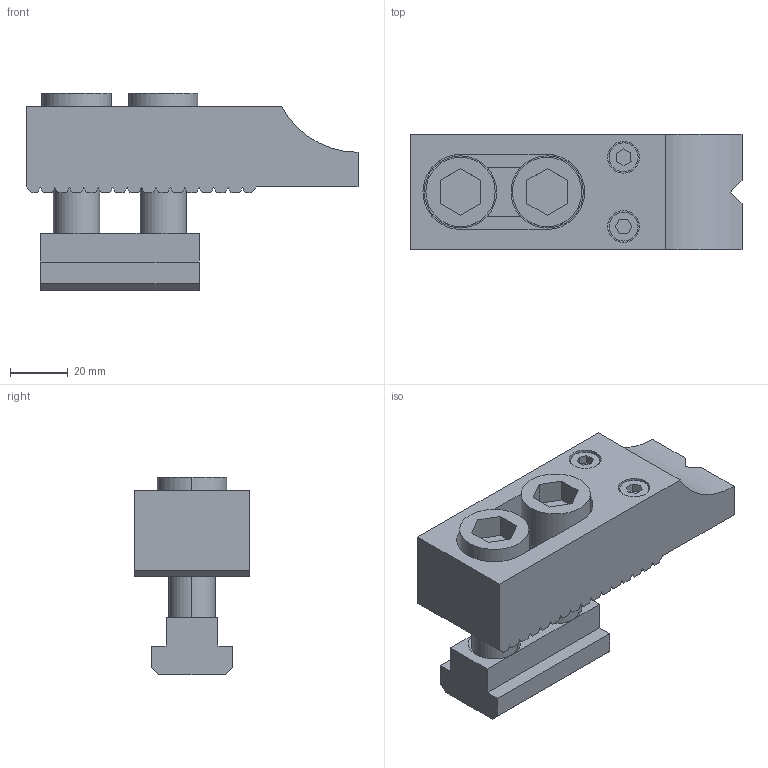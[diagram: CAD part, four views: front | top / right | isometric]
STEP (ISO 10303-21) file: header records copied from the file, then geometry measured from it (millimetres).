
FILE_DESCRIPTION (( 'STEP AP203' ), '1' );
FILE_NAME ('bj201-16130t.STEP', '2021-10-25T01:20:47', ( '' ), ( '' ), 'SwSTEP 2.0', 'SolidWorks 2020', '' );
FILE_SCHEMA (( 'CONFIG_CONTROL_DESIGN' ));
Length unit declared in the file: millimetre
Products named in the file (7): bj201-16130t_01; bj201-16130t_03; bj201-16130t_04; bj201-16130t_06; bj201-16130t; bj201-16130t_05; bj201-16130t_02
Assembly tree (6 placements, depth 2):
  bj201-16130t
    bj201-16130t_01
    bj201-16130t_02
    bj201-16130t_03
    bj201-16130t_04
    bj201-16130t_05
    bj201-16130t_06
Bounding box: 115 x 40 x 68.5 mm (x, y, z)
Volume: 138998 mm3; surface area: 40983.7 mm2
Topology: 6 solids, 8 shells, 212 faces, 564 edges, 376 vertices
Faces by surface type: plane 157, cylinder 47, cone 8
Entity records: 7343 total; most frequent: CARTESIAN_POINT 1263, ORIENTED_EDGE 1128, DIRECTION 1094, EDGE_CURVE 564, LINE 408, VECTOR 408, VERTEX_POINT 376, AXIS2_PLACEMENT_3D 343
